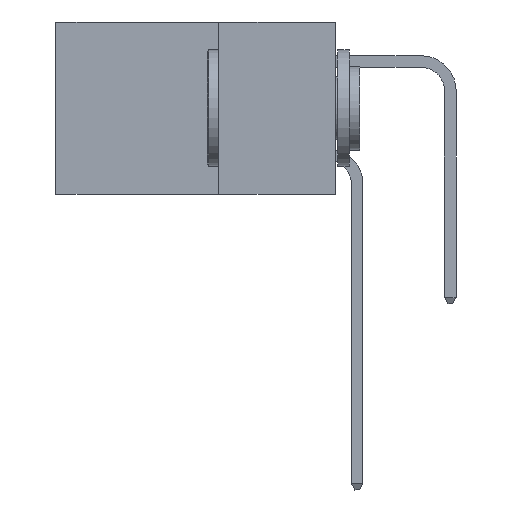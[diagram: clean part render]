
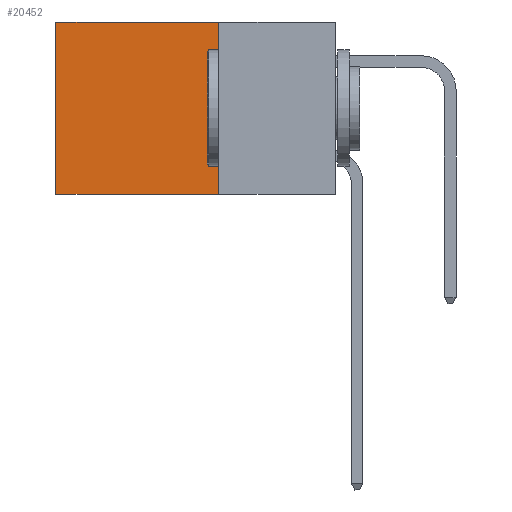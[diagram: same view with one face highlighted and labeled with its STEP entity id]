
A CAD part, left-side view. The second image highlights one B-rep face of the part: STEP entity #20452.
In plain terms, the highlighted planar face has unit normal (-1, 0, 0).
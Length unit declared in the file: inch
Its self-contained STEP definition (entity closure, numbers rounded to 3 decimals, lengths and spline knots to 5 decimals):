
#1035 = CARTESIAN_POINT ( 'NONE',  ( 0.2875, 0.25, -0.37 ) ) ;
#1299 = PLANE ( 'NONE',  #25438 ) ;
#2770 = EDGE_CURVE ( 'NONE', #3436, #19521, #11272, .T. ) ;
#2892 = CARTESIAN_POINT ( 'NONE',  ( 0.2875, 0.6, 0. ) ) ;
#3188 = CARTESIAN_POINT ( 'NONE',  ( 0.2875, 0.6, 0. ) ) ;
#3436 = VERTEX_POINT ( 'NONE', #1035 ) ;
#3921 = DIRECTION ( 'NONE',  ( 0., 0., -1. ) ) ;
#6068 = ORIENTED_EDGE ( 'NONE', *, *, #2770, .F. ) ;
#6411 = CARTESIAN_POINT ( 'NONE',  ( 0.2875, 0.25, 0. ) ) ;
#6510 = EDGE_CURVE ( 'NONE', #8184, #27809, #18976, .T. ) ;
#7050 = DIRECTION ( 'NONE',  ( 0., 0., -1. ) ) ;
#8184 = VERTEX_POINT ( 'NONE', #6411 ) ;
#10384 = VECTOR ( 'NONE', #19643, 39.37008 ) ;
#11272 = LINE ( 'NONE', #28677, #25065 ) ;
#13270 = EDGE_LOOP ( 'NONE', ( #18269, #6068, #17851, #17614 ) ) ;
#17614 = ORIENTED_EDGE ( 'NONE', *, *, #6510, .T. ) ;
#17749 = LINE ( 'NONE', #2892, #10384 ) ;
#17851 = ORIENTED_EDGE ( 'NONE', *, *, #19638, .F. ) ;
#18269 = ORIENTED_EDGE ( 'NONE', *, *, #35124, .T. ) ;
#18976 = LINE ( 'NONE', #31694, #31806 ) ;
#19521 = VERTEX_POINT ( 'NONE', #25589 ) ;
#19638 = EDGE_CURVE ( 'NONE', #8184, #3436, #26742, .T. ) ;
#19643 = DIRECTION ( 'NONE',  ( 0., 0., -1. ) ) ;
#20452 = ADVANCED_FACE ( 'NONE', ( #28382 ), #1299, .F. ) ;
#20821 = DIRECTION ( 'NONE',  ( 0., 1., 0. ) ) ;
#20883 = CARTESIAN_POINT ( 'NONE',  ( 0.2875, 0.25, 0. ) ) ;
#23670 = DIRECTION ( 'NONE',  ( 1., 0., 0. ) ) ;
#25065 = VECTOR ( 'NONE', #31443, 39.37008 ) ;
#25438 = AXIS2_PLACEMENT_3D ( 'NONE', #20883, #23670, #7050 ) ;
#25589 = CARTESIAN_POINT ( 'NONE',  ( 0.2875, 0.6, -0.37 ) ) ;
#26054 = CARTESIAN_POINT ( 'NONE',  ( 0.2875, 0.25, 0. ) ) ;
#26742 = LINE ( 'NONE', #26054, #33146 ) ;
#27809 = VERTEX_POINT ( 'NONE', #3188 ) ;
#28382 = FACE_OUTER_BOUND ( 'NONE', #13270, .T. ) ;
#28677 = CARTESIAN_POINT ( 'NONE',  ( 0.2875, 0.25, -0.37 ) ) ;
#31443 = DIRECTION ( 'NONE',  ( 0., 1., 0. ) ) ;
#31694 = CARTESIAN_POINT ( 'NONE',  ( 0.2875, 0.25, 0. ) ) ;
#31806 = VECTOR ( 'NONE', #20821, 39.37008 ) ;
#33146 = VECTOR ( 'NONE', #3921, 39.37008 ) ;
#35124 = EDGE_CURVE ( 'NONE', #27809, #19521, #17749, .T. ) ;
